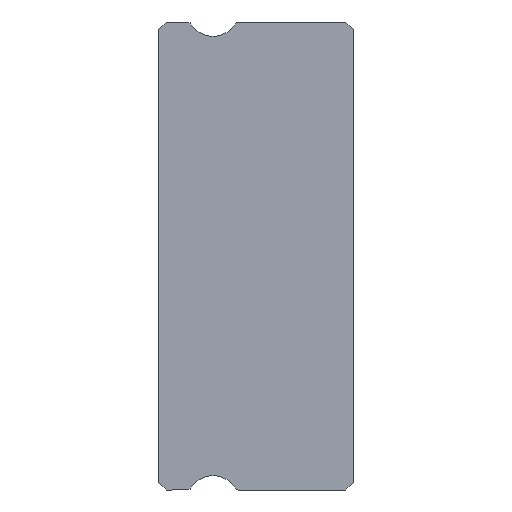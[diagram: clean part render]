
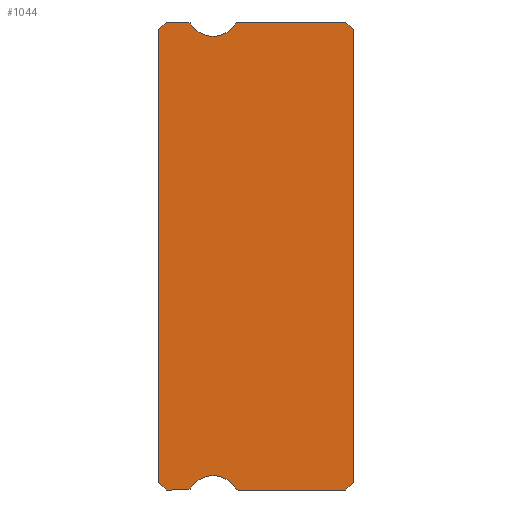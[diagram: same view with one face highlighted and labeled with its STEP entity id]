
A CAD part, left-side view. The second image highlights one B-rep face of the part: STEP entity #1044.
In plain terms, the highlighted planar face has unit normal (-1, 0, 0).
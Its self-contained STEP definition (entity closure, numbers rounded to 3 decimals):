
#54 = LINE ( 'NONE', #836, #1180 ) ;
#61 = CARTESIAN_POINT ( 'NONE',  ( -10., 6.381, -9. ) ) ;
#77 = LINE ( 'NONE', #2409, #551 ) ;
#79 = AXIS2_PLACEMENT_3D ( 'NONE', #1102, #2052, #301 ) ;
#101 = CIRCLE ( 'NONE', #591, 0.15 ) ;
#104 = VERTEX_POINT ( 'NONE', #2439 ) ;
#127 = DIRECTION ( 'NONE',  ( 0., -1., 0. ) ) ;
#129 = AXIS2_PLACEMENT_3D ( 'NONE', #2393, #1756, #2152 ) ;
#140 = LINE ( 'NONE', #2284, #1884 ) ;
#142 = AXIS2_PLACEMENT_3D ( 'NONE', #740, #1563, #1522 ) ;
#174 = VECTOR ( 'NONE', #946, 1000. ) ;
#175 = AXIS2_PLACEMENT_3D ( 'NONE', #1634, #2018, #442 ) ;
#209 = CARTESIAN_POINT ( 'NONE',  ( -10., 0.3, 9. ) ) ;
#234 = ORIENTED_EDGE ( 'NONE', *, *, #1655, .F. ) ;
#270 = LINE ( 'NONE', #1800, #2373 ) ;
#301 = DIRECTION ( 'NONE',  ( 0., 0., -1. ) ) ;
#314 = CARTESIAN_POINT ( 'NONE',  ( -10., 6.253, 8.928 ) ) ;
#356 = ORIENTED_EDGE ( 'NONE', *, *, #600, .F. ) ;
#399 = VERTEX_POINT ( 'NONE', #738 ) ;
#442 = DIRECTION ( 'NONE',  ( 0., 0., -1. ) ) ;
#452 = DIRECTION ( 'NONE',  ( 0., 0.707, -0.707 ) ) ;
#461 = VERTEX_POINT ( 'NONE', #904 ) ;
#469 = ORIENTED_EDGE ( 'NONE', *, *, #2314, .F. ) ;
#512 = EDGE_CURVE ( 'NONE', #1252, #2201, #101, .T. ) ;
#551 = VECTOR ( 'NONE', #705, 1000. ) ;
#591 = AXIS2_PLACEMENT_3D ( 'NONE', #1329, #1941, #2094 ) ;
#600 = EDGE_CURVE ( 'NONE', #1207, #1427, #767, .T. ) ;
#636 = DIRECTION ( 'NONE',  ( 0., 1., 0. ) ) ;
#646 = CIRCLE ( 'NONE', #79, 0.15 ) ;
#699 = DIRECTION ( 'NONE',  ( 0., 0., -1. ) ) ;
#700 = LINE ( 'NONE', #893, #1997 ) ;
#705 = DIRECTION ( 'NONE',  ( 0., -0.707, -0.707 ) ) ;
#721 = VERTEX_POINT ( 'NONE', #1409 ) ;
#738 = CARTESIAN_POINT ( 'NONE',  ( -10., 0., 8.7 ) ) ;
#740 = CARTESIAN_POINT ( 'NONE',  ( -10., 5.4, -9.45 ) ) ;
#753 = ORIENTED_EDGE ( 'NONE', *, *, #2045, .F. ) ;
#767 = CIRCLE ( 'NONE', #142, 1. ) ;
#785 = CARTESIAN_POINT ( 'NONE',  ( -10., 7.5, 8.85 ) ) ;
#796 = VERTEX_POINT ( 'NONE', #1844 ) ;
#807 = EDGE_CURVE ( 'NONE', #1274, #399, #77, .T. ) ;
#829 = ORIENTED_EDGE ( 'NONE', *, *, #1983, .T. ) ;
#830 = CARTESIAN_POINT ( 'NONE',  ( -10., 6.253, -8.928 ) ) ;
#836 = CARTESIAN_POINT ( 'NONE',  ( -10., 6.381, -9. ) ) ;
#893 = CARTESIAN_POINT ( 'NONE',  ( -10., 0., 8.7 ) ) ;
#904 = CARTESIAN_POINT ( 'NONE',  ( -10., 4.547, 8.928 ) ) ;
#906 = CARTESIAN_POINT ( 'NONE',  ( -10., 7.5, -8.7 ) ) ;
#915 = LINE ( 'NONE', #2291, #174 ) ;
#919 = LINE ( 'NONE', #2519, #1328 ) ;
#920 = CARTESIAN_POINT ( 'NONE',  ( -10., 6.381, 9. ) ) ;
#946 = DIRECTION ( 'NONE',  ( 0., -0.707, -0.707 ) ) ;
#993 = VECTOR ( 'NONE', #452, 1000. ) ;
#1036 = VERTEX_POINT ( 'NONE', #2302 ) ;
#1044 = ADVANCED_FACE ( 'NONE', ( #1503 ), #1546, .F. ) ;
#1053 = ORIENTED_EDGE ( 'NONE', *, *, #1847, .F. ) ;
#1063 = LINE ( 'NONE', #2240, #993 ) ;
#1076 = CARTESIAN_POINT ( 'NONE',  ( -10., 5.4, 9.45 ) ) ;
#1089 = LINE ( 'NONE', #920, #1836 ) ;
#1090 = EDGE_CURVE ( 'NONE', #721, #461, #2133, .T. ) ;
#1102 = CARTESIAN_POINT ( 'NONE',  ( -10., 6.381, -8.85 ) ) ;
#1120 = EDGE_CURVE ( 'NONE', #461, #104, #1765, .T. ) ;
#1134 = CARTESIAN_POINT ( 'NONE',  ( -10., 6.381, 8.85 ) ) ;
#1139 = EDGE_CURVE ( 'NONE', #1252, #2300, #270, .T. ) ;
#1180 = VECTOR ( 'NONE', #636, 1000. ) ;
#1207 = VERTEX_POINT ( 'NONE', #1276 ) ;
#1219 = EDGE_CURVE ( 'NONE', #796, #1554, #140, .T. ) ;
#1249 = VERTEX_POINT ( 'NONE', #1716 ) ;
#1252 = VERTEX_POINT ( 'NONE', #1686 ) ;
#1256 = ORIENTED_EDGE ( 'NONE', *, *, #1139, .T. ) ;
#1262 = ORIENTED_EDGE ( 'NONE', *, *, #2083, .F. ) ;
#1274 = VERTEX_POINT ( 'NONE', #209 ) ;
#1276 = CARTESIAN_POINT ( 'NONE',  ( -10., 4.547, -8.928 ) ) ;
#1294 = DIRECTION ( 'NONE',  ( 1., 0., 0. ) ) ;
#1297 = AXIS2_PLACEMENT_3D ( 'NONE', #1076, #2403, #699 ) ;
#1314 = ORIENTED_EDGE ( 'NONE', *, *, #512, .F. ) ;
#1328 = VECTOR ( 'NONE', #1511, 1000. ) ;
#1329 = CARTESIAN_POINT ( 'NONE',  ( -10., 6.381, 8.85 ) ) ;
#1356 = VERTEX_POINT ( 'NONE', #1591 ) ;
#1360 = CARTESIAN_POINT ( 'NONE',  ( -10., 7.2, 9. ) ) ;
#1409 = CARTESIAN_POINT ( 'NONE',  ( -10., 5.4, 8.45 ) ) ;
#1415 = ORIENTED_EDGE ( 'NONE', *, *, #807, .F. ) ;
#1427 = VERTEX_POINT ( 'NONE', #830 ) ;
#1438 = CARTESIAN_POINT ( 'NONE',  ( -10., 4.419, -9. ) ) ;
#1503 = FACE_OUTER_BOUND ( 'NONE', #1851, .T. ) ;
#1511 = DIRECTION ( 'NONE',  ( 0., 0.707, -0.707 ) ) ;
#1522 = DIRECTION ( 'NONE',  ( 0., 0., -1. ) ) ;
#1546 = PLANE ( 'NONE',  #2004 ) ;
#1554 = VERTEX_POINT ( 'NONE', #61 ) ;
#1563 = DIRECTION ( 'NONE',  ( -1., 0., 0. ) ) ;
#1591 = CARTESIAN_POINT ( 'NONE',  ( -10., 0., -8.7 ) ) ;
#1616 = EDGE_CURVE ( 'NONE', #1356, #399, #700, .T. ) ;
#1630 = EDGE_CURVE ( 'NONE', #1427, #1554, #646, .T. ) ;
#1634 = CARTESIAN_POINT ( 'NONE',  ( -10., 4.419, 8.85 ) ) ;
#1655 = EDGE_CURVE ( 'NONE', #104, #1274, #1089, .T. ) ;
#1675 = ORIENTED_EDGE ( 'NONE', *, *, #1120, .F. ) ;
#1686 = CARTESIAN_POINT ( 'NONE',  ( -10., 6.381, 9. ) ) ;
#1716 = CARTESIAN_POINT ( 'NONE',  ( -10., 7.5, 8.7 ) ) ;
#1756 = DIRECTION ( 'NONE',  ( -1., 0., 0. ) ) ;
#1765 = CIRCLE ( 'NONE', #175, 0.15 ) ;
#1769 = DIRECTION ( 'NONE',  ( 1., 0., 0. ) ) ;
#1781 = ORIENTED_EDGE ( 'NONE', *, *, #1630, .F. ) ;
#1782 = EDGE_CURVE ( 'NONE', #2109, #1207, #1965, .T. ) ;
#1792 = LINE ( 'NONE', #785, #2230 ) ;
#1800 = CARTESIAN_POINT ( 'NONE',  ( -10., 7.2, 9. ) ) ;
#1836 = VECTOR ( 'NONE', #2241, 1000. ) ;
#1844 = CARTESIAN_POINT ( 'NONE',  ( -10., 7.2, -9. ) ) ;
#1847 = EDGE_CURVE ( 'NONE', #1036, #2109, #54, .T. ) ;
#1851 = EDGE_LOOP ( 'NONE', ( #469, #829, #2485, #1781, #356, #2087, #1053, #753, #1944, #1415, #234, #1675, #2274, #1262, #1314, #1256, #2464 ) ) ;
#1884 = VECTOR ( 'NONE', #127, 1000. ) ;
#1941 = DIRECTION ( 'NONE',  ( 1., 0., 0. ) ) ;
#1944 = ORIENTED_EDGE ( 'NONE', *, *, #1616, .T. ) ;
#1965 = CIRCLE ( 'NONE', #2168, 0.15 ) ;
#1973 = CARTESIAN_POINT ( 'NONE',  ( -10., 4.419, -8.85 ) ) ;
#1975 = DIRECTION ( 'NONE',  ( 0., 0., 1. ) ) ;
#1983 = EDGE_CURVE ( 'NONE', #2212, #796, #915, .T. ) ;
#1997 = VECTOR ( 'NONE', #2129, 1000. ) ;
#2004 = AXIS2_PLACEMENT_3D ( 'NONE', #1134, #1294, #2471 ) ;
#2006 = DIRECTION ( 'NONE',  ( 0., 0., -1. ) ) ;
#2018 = DIRECTION ( 'NONE',  ( 1., 0., 0. ) ) ;
#2045 = EDGE_CURVE ( 'NONE', #1356, #1036, #1063, .T. ) ;
#2052 = DIRECTION ( 'NONE',  ( 1., 0., 0. ) ) ;
#2083 = EDGE_CURVE ( 'NONE', #2201, #721, #2455, .T. ) ;
#2087 = ORIENTED_EDGE ( 'NONE', *, *, #1782, .F. ) ;
#2094 = DIRECTION ( 'NONE',  ( 0., 0., -1. ) ) ;
#2109 = VERTEX_POINT ( 'NONE', #1438 ) ;
#2129 = DIRECTION ( 'NONE',  ( 0., 0., 1. ) ) ;
#2133 = CIRCLE ( 'NONE', #129, 1. ) ;
#2152 = DIRECTION ( 'NONE',  ( 0., 0., -1. ) ) ;
#2168 = AXIS2_PLACEMENT_3D ( 'NONE', #1973, #1769, #2006 ) ;
#2201 = VERTEX_POINT ( 'NONE', #314 ) ;
#2212 = VERTEX_POINT ( 'NONE', #906 ) ;
#2230 = VECTOR ( 'NONE', #1975, 1000. ) ;
#2240 = CARTESIAN_POINT ( 'NONE',  ( -10., 0., -8.7 ) ) ;
#2241 = DIRECTION ( 'NONE',  ( 0., -1., 0. ) ) ;
#2262 = EDGE_CURVE ( 'NONE', #2300, #1249, #919, .T. ) ;
#2274 = ORIENTED_EDGE ( 'NONE', *, *, #1090, .F. ) ;
#2284 = CARTESIAN_POINT ( 'NONE',  ( -10., 6.381, -9. ) ) ;
#2291 = CARTESIAN_POINT ( 'NONE',  ( -10., 7.2, -9. ) ) ;
#2300 = VERTEX_POINT ( 'NONE', #1360 ) ;
#2302 = CARTESIAN_POINT ( 'NONE',  ( -10., 0.3, -9. ) ) ;
#2314 = EDGE_CURVE ( 'NONE', #2212, #1249, #1792, .T. ) ;
#2373 = VECTOR ( 'NONE', #2390, 1000. ) ;
#2390 = DIRECTION ( 'NONE',  ( 0., 1., 0. ) ) ;
#2393 = CARTESIAN_POINT ( 'NONE',  ( -10., 5.4, 9.45 ) ) ;
#2403 = DIRECTION ( 'NONE',  ( -1., 0., 0. ) ) ;
#2409 = CARTESIAN_POINT ( 'NONE',  ( -10., 0.3, 9. ) ) ;
#2439 = CARTESIAN_POINT ( 'NONE',  ( -10., 4.419, 9. ) ) ;
#2455 = CIRCLE ( 'NONE', #1297, 1. ) ;
#2464 = ORIENTED_EDGE ( 'NONE', *, *, #2262, .T. ) ;
#2471 = DIRECTION ( 'NONE',  ( 0., 0., -1. ) ) ;
#2485 = ORIENTED_EDGE ( 'NONE', *, *, #1219, .T. ) ;
#2519 = CARTESIAN_POINT ( 'NONE',  ( -10., 7.5, 8.7 ) ) ;
